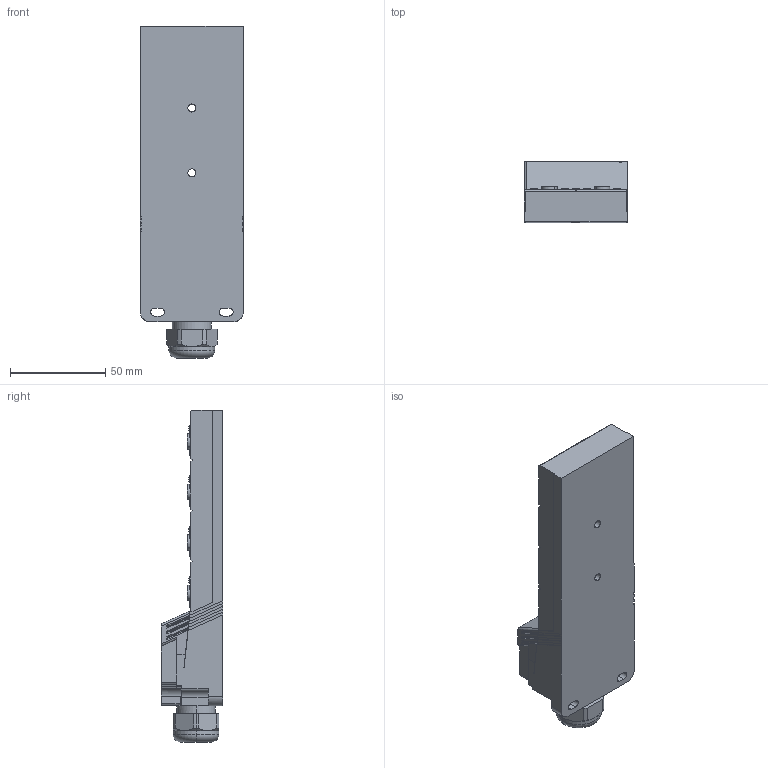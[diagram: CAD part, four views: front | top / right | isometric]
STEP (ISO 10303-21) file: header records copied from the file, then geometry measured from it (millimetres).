
FILE_DESCRIPTION((''),'2;1');
FILE_NAME('1680584-594690','2012-01-05T',('dhelisch'),(''),'PRO/ENGINEER BY PARAMETRIC TECHNOLOGY CORPORATION, 2007250','PRO/ENGINEER BY PARAMETRIC TECHNOLOGY CORPORATION, 2007250','');
FILE_SCHEMA(('CONFIG_CONTROL_DESIGN'));
Length unit declared in the file: millimetre
Products named in the file (1): 1680584-594690
Bounding box: 54.13 x 32.2 x 174.09 mm (x, y, z)
Volume: 174173.3 mm3; surface area: 34705.6 mm2
Topology: 1 solids, 1 shells, 1466 faces, 3930 edges, 2588 vertices
Faces by surface type: plane 1144, cylinder 278, sphere 34, cone 8, torus 2
Entity records: 59764 total; most frequent: CARTESIAN_POINT 8302, ORIENTED_EDGE 7792, DIRECTION 7308, PRESENTATION_STYLE_ASSIGNMENT 4124, STYLED_ITEM 3897, CURVE_STYLE 3896, EDGE_CURVE 3896, VECTOR 3242
